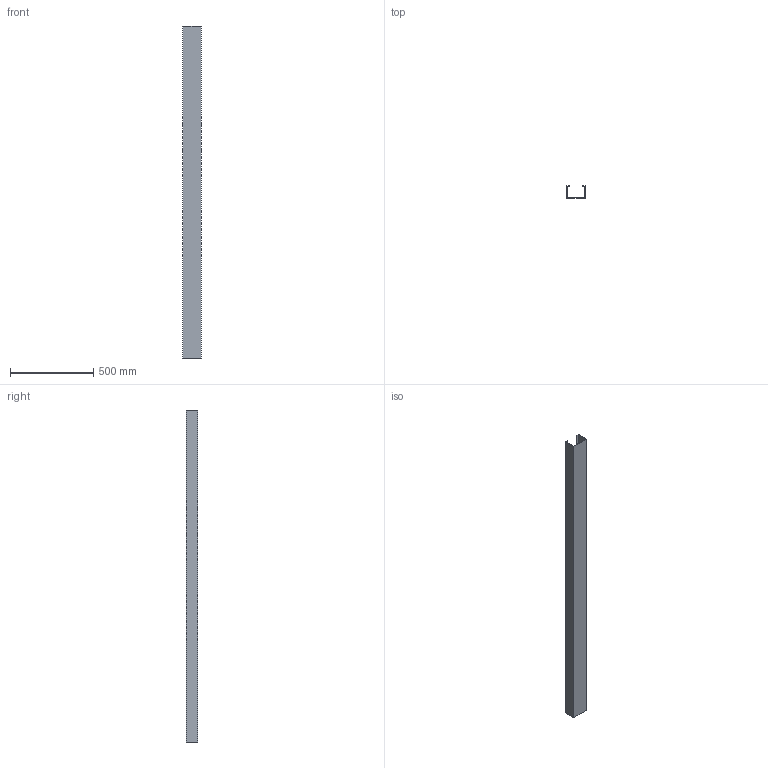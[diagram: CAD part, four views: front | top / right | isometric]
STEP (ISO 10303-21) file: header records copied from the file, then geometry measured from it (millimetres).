
FILE_DESCRIPTION (( 'STEP AP214' ), '1' );
FILE_NAME ('6274300.STEP', '2016-04-29T11:03:48', ( '' ), ( '' ), 'SwSTEP 2.0', 'SolidWorks 2014', '' );
FILE_SCHEMA (( 'AUTOMOTIVE_DESIGN' ));
Length unit declared in the file: millimetre
Products named in the file (2): 6274300; 006441_GEK_K_70110
Assembly tree (1 placements, depth 2):
  6274300
    006441_GEK_K_70110
Bounding box: 110 x 70 x 2000 mm (x, y, z)
Volume: 1469146.4 mm3; surface area: 1099635.5 mm2
Topology: 1 solids, 1 shells, 16 faces, 42 edges, 28 vertices
Faces by surface type: plane 14, cylinder 2
Entity records: 556 total; most frequent: CARTESIAN_POINT 90, DIRECTION 86, ORIENTED_EDGE 84, EDGE_CURVE 42, LINE 38, VECTOR 38, VERTEX_POINT 28, AXIS2_PLACEMENT_3D 24
